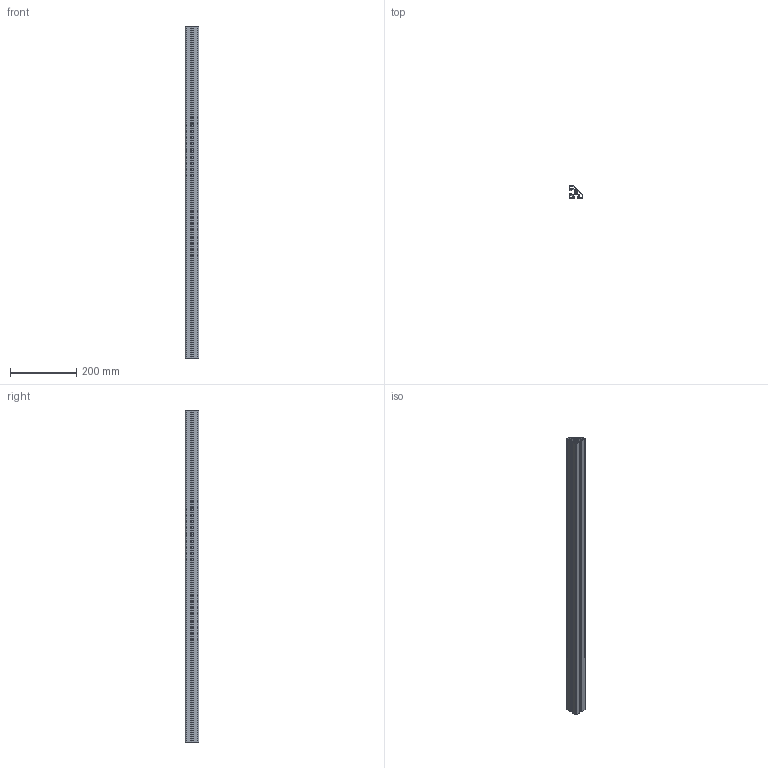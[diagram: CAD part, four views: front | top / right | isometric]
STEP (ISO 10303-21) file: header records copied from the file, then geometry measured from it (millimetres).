
FILE_DESCRIPTION (( 'STEP AP203' ), '1' );
FILE_NAME ('40x40-45° SÝGMA PRF-güncel.STEP', '2013-07-29T14:40:35', ( 'Kadir' ), ( '' ), 'SwSTEP 2.0', 'SolidWorks 2013', '' );
FILE_SCHEMA (( 'CONFIG_CONTROL_DESIGN' ));
Length unit declared in the file: millimetre
Products named in the file (1): 40x40-45° SÝGMA PRF-güncel
Bounding box: 40 x 40 x 1000 mm (x, y, z)
Volume: 343657 mm3; surface area: 446422.9 mm2
Topology: 1 solids, 1 shells, 118 faces, 348 edges, 232 vertices
Faces by surface type: plane 79, cylinder 39
Entity records: 4023 total; most frequent: CARTESIAN_POINT 699, ORIENTED_EDGE 696, DIRECTION 664, EDGE_CURVE 348, VECTOR 270, LINE 270, VERTEX_POINT 232, AXIS2_PLACEMENT_3D 197
